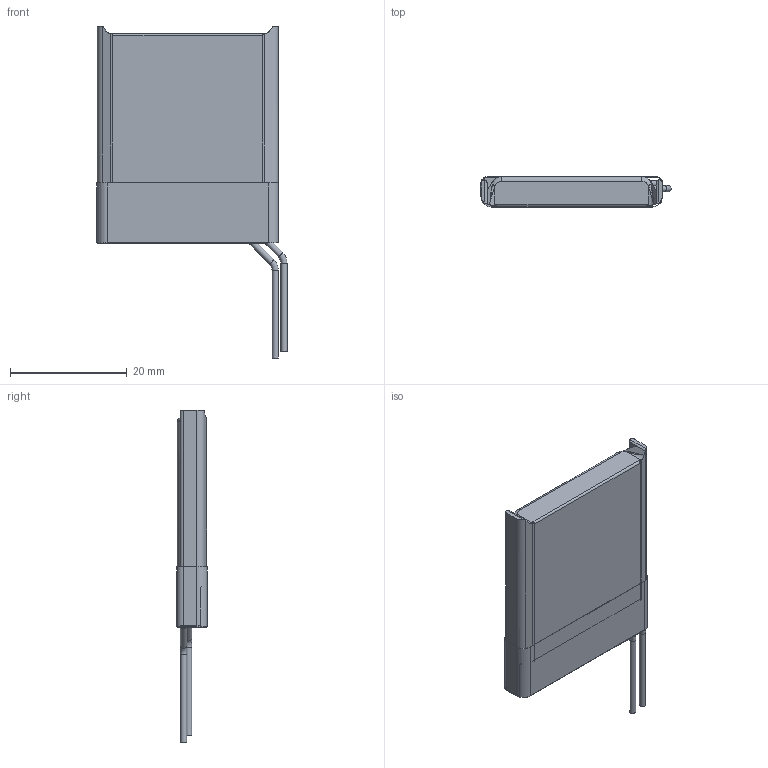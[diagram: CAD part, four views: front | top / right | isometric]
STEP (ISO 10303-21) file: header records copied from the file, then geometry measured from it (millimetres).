
FILE_DESCRIPTION(/* description */ (''),/* implementation_level */ '2;1');
FILE_NAME(/* name */ 'Li Bat 503035P.step',/* time_stamp */ '2017-05-24T11:56:59+10:00',/* author */ (''),/* organization */ (''),/* preprocessor_version */ 'ST-DEVELOPER v16.13',/* originating_system */ 'Autodesk Translation Framework v6.1.1.50',/* authorisation */ '');
FILE_SCHEMA (('AUTOMOTIVE_DESIGN { 1 0 10303 214 3 1 1 }'));
Length unit declared in the file: millimetre
Products named in the file (8): Li Bat 503035P v7; Kapton Tape; Battery Cell; Board Part 1; PCB; Positive; Negative; Board Part 2
Assembly tree (7 placements, depth 2):
  Li Bat 503035P v7
    Kapton Tape
    Battery Cell
    Board Part 1
    PCB
    Positive
    Negative
    Board Part 2
Bounding box: 32.59 x 5.17 x 56.9 mm (x, y, z)
Volume: 4835.1 mm3; surface area: 5009 mm2
Topology: 7 solids, 7 shells, 533 faces, 1443 edges, 948 vertices
Faces by surface type: bspline 269, plane 206, cylinder 46, torus 12
Full cylindrical faces by diameter (mm): 1.07 x6
Entity records: 19596 total; most frequent: CARTESIAN_POINT 7769, ORIENTED_EDGE 2862, DIRECTION 1583, EDGE_CURVE 1431, VERTEX_POINT 948, LINE 775, VECTOR 775, EDGE_LOOP 571
